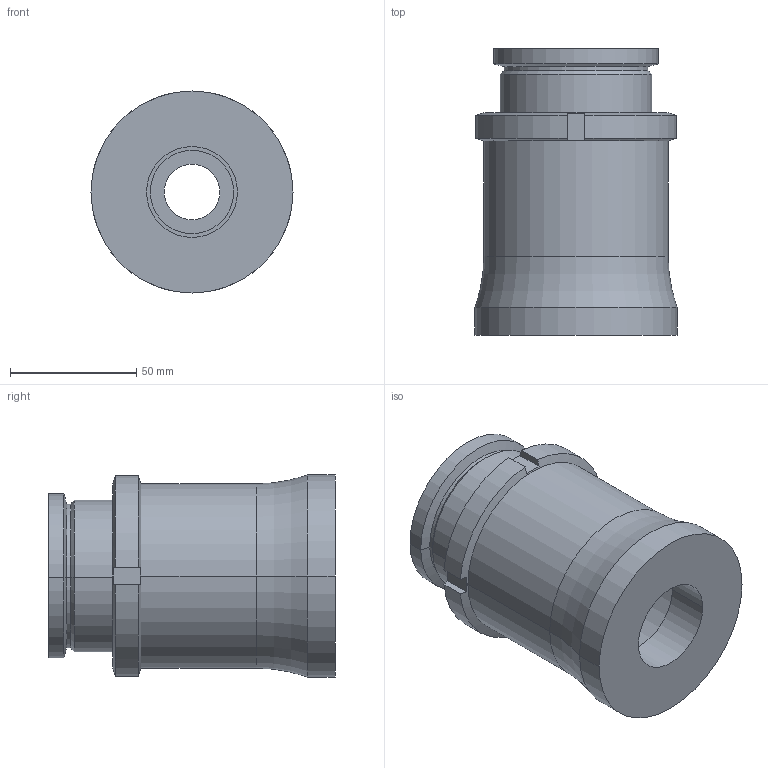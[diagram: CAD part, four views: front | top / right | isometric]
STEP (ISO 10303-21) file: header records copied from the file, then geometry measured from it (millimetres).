
FILE_DESCRIPTION (( 'STEP AP214' ), '1' );
FILE_NAME ('VF 60-0 AF1.STEP', '2015-08-18T13:27:50', ( '' ), ( '' ), 'SwSTEP 2.0', 'SolidWorks 2015', '' );
FILE_SCHEMA (( 'AUTOMOTIVE_DESIGN' ));
Length unit declared in the file: millimetre
Products named in the file (3): VF 60 2-0 A1; VF 60 1-0 A1; VF 60-0 AF1
Assembly tree (2 placements, depth 2):
  VF 60-0 AF1
    VF 60 2-0 A1
    VF 60 1-0 A1
Bounding box: 80 x 113.43 x 80 mm (x, y, z)
Volume: 354453.8 mm3; surface area: 73213.3 mm2
Topology: 2 solids, 2 shells, 63 faces, 148 edges, 92 vertices
Faces by surface type: cylinder 27, plane 22, cone 12, torus 2
Entity records: 2049 total; most frequent: CARTESIAN_POINT 455, DIRECTION 313, ORIENTED_EDGE 296, EDGE_CURVE 148, AXIS2_PLACEMENT_3D 128, VERTEX_POINT 92, EDGE_LOOP 70, FACE_OUTER_BOUND 63
